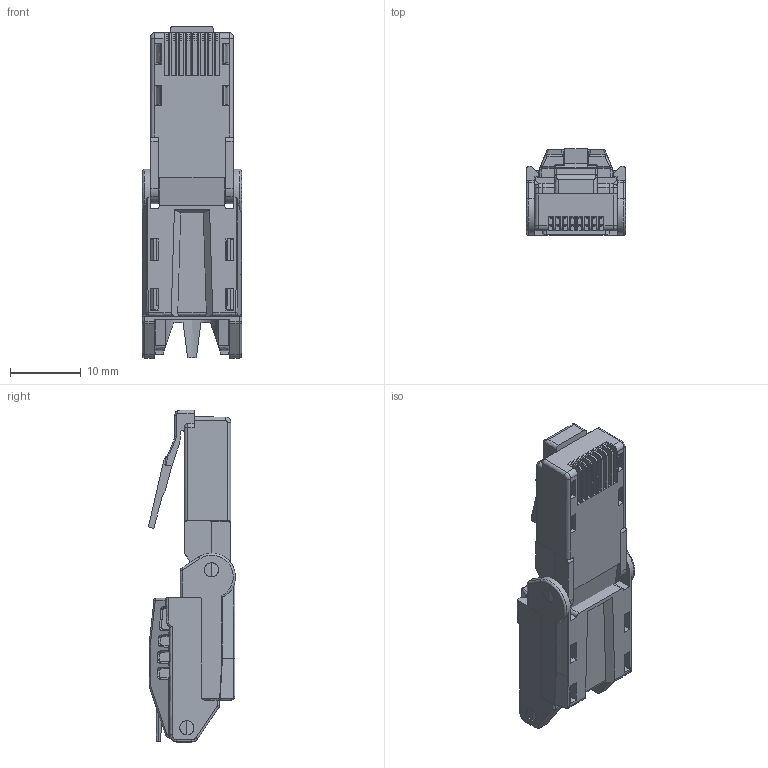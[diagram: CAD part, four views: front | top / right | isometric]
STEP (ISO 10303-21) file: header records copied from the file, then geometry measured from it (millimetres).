
FILE_DESCRIPTION (( 'STEP AP214' ), '1' );
FILE_NAME ('TSPFTRC6-BLU_3D.step', '2024-01-12T18:46:36', ( '' ), ( '' ), 'SwSTEP 2.0', 'SolidWorks 2022', '' );
FILE_SCHEMA (( 'AUTOMOTIVE_DESIGN' ));
Length unit declared in the file: inch
Products named in the file (2): TSPFTRC6-BLU_3D; TSPFTRC6-BLU
Assembly tree (1 placements, depth 2):
  TSPFTRC6-BLU_3D
    TSPFTRC6-BLU
Bounding box: 14 x 12.23 x 46.89 mm (x, y, z)
Surface area: 7023.9 mm2 (no closed solid volume)
Topology: 0 solids, 8 shells, 1647 faces, 4534 edges, 2895 vertices
Faces by surface type: plane 1027, bspline 620
Entity records: 58350 total; most frequent: CARTESIAN_POINT 22042, ORIENTED_EDGE 9036, DIRECTION 5227, EDGE_CURVE 4520, VERTEX_POINT 2895, VECTOR 2801, LINE 2801, EDGE_LOOP 1739
